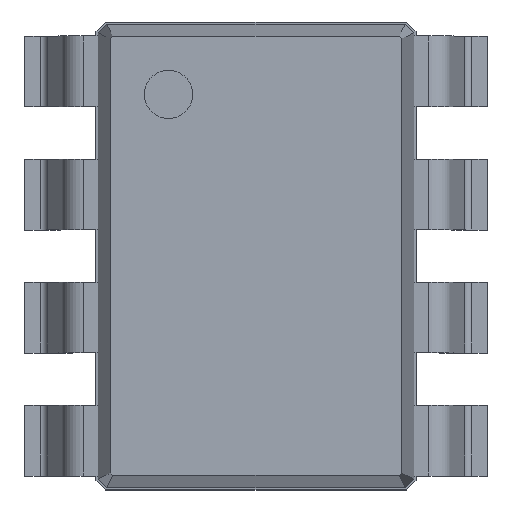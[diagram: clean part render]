
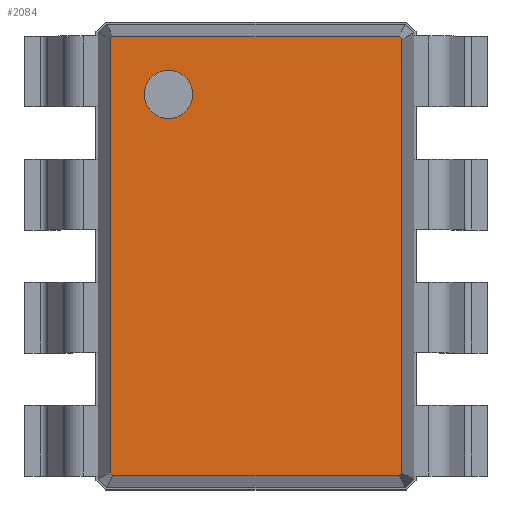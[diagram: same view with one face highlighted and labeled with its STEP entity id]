
A CAD part, top view. The second image highlights one B-rep face of the part: STEP entity #2084.
In plain terms, the highlighted planar face has unit normal (0, 0, 1).
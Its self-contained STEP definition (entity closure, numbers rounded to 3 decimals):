
#13=DIRECTION('',(0.,0.,1.));
#27=VECTOR('',#28,1.);
#28=DIRECTION('',(1.,0.,0.));
#51=VECTOR('',#52,1.);
#52=DIRECTION('',(0.707,-0.707,0.));
#58=VECTOR('',#59,1.);
#59=DIRECTION('',(0.,-1.,0.));
#65=VECTOR('',#66,1.);
#66=DIRECTION('',(-0.707,-0.707,0.));
#72=VECTOR('',#73,1.);
#73=DIRECTION('',(-1.,0.,0.));
#79=VECTOR('',#80,1.);
#80=DIRECTION('',(-0.707,0.707,0.));
#86=VECTOR('',#87,1.);
#87=DIRECTION('',(0.,1.,0.));
#91=VECTOR('',#92,1.);
#92=DIRECTION('',(0.707,0.707,0.));
#793=VERTEX_POINT('',#794);
#794=CARTESIAN_POINT('',(-3.006,4.479,4.32));
#796=ORIENTED_EDGE('',*,*,#797,.F.);
#797=EDGE_CURVE('',#798,#793,#800,.T.);
#798=VERTEX_POINT('',#799);
#799=CARTESIAN_POINT('',(-3.006,-4.479,4.32));
#800=LINE('',#799,#86);
#811=VERTEX_POINT('',#812);
#812=CARTESIAN_POINT('',(-2.954,4.531,4.32));
#814=ORIENTED_EDGE('',*,*,#815,.F.);
#815=EDGE_CURVE('',#793,#811,#816,.T.);
#816=LINE('',#794,#91);
#825=VERTEX_POINT('',#826);
#826=CARTESIAN_POINT('',(2.954,4.531,4.32));
#828=ORIENTED_EDGE('',*,*,#829,.F.);
#829=EDGE_CURVE('',#811,#825,#830,.T.);
#830=LINE('',#812,#27);
#839=VERTEX_POINT('',#840);
#840=CARTESIAN_POINT('',(3.006,4.479,4.32));
#842=ORIENTED_EDGE('',*,*,#843,.F.);
#843=EDGE_CURVE('',#825,#839,#844,.T.);
#844=LINE('',#826,#51);
#885=VERTEX_POINT('',#886);
#886=CARTESIAN_POINT('',(3.006,-4.479,4.32));
#888=ORIENTED_EDGE('',*,*,#889,.F.);
#889=EDGE_CURVE('',#839,#885,#890,.T.);
#890=LINE('',#840,#58);
#2084=ADVANCED_FACE('',(#2085,#2100),#2110,.T.);
#2085=FACE_BOUND('',#2086,.T.);
#2086=EDGE_LOOP('',(#828,#814,#796,#2087,#2092,#2097,#888,#842));
#2087=ORIENTED_EDGE('',*,*,#2088,.F.);
#2088=EDGE_CURVE('',#2089,#798,#2091,.T.);
#2089=VERTEX_POINT('',#2090);
#2090=CARTESIAN_POINT('',(-2.954,-4.531,4.32));
#2091=LINE('',#2090,#79);
#2092=ORIENTED_EDGE('',*,*,#2093,.F.);
#2093=EDGE_CURVE('',#2094,#2089,#2096,.T.);
#2094=VERTEX_POINT('',#2095);
#2095=CARTESIAN_POINT('',(2.954,-4.531,4.32));
#2096=LINE('',#2095,#72);
#2097=ORIENTED_EDGE('',*,*,#2098,.F.);
#2098=EDGE_CURVE('',#885,#2094,#2099,.T.);
#2099=LINE('',#886,#65);
#2100=FACE_BOUND('',#2101,.T.);
#2101=EDGE_LOOP('',(#2102));
#2102=ORIENTED_EDGE('',*,*,#2103,.T.);
#2103=EDGE_CURVE('',#2104,#2104,#2106,.T.);
#2104=VERTEX_POINT('',#2105);
#2105=CARTESIAN_POINT('',(-1.806,2.831,4.32));
#2106=CIRCLE('',#2107,0.5);
#2107=AXIS2_PLACEMENT_3D('',#2108,#2109,#59);
#2108=CARTESIAN_POINT('',(-1.806,3.331,4.32));
#2109=DIRECTION('',(0.,-0.,-1.));
#2110=PLANE('',#2111);
#2111=AXIS2_PLACEMENT_3D('',#812,#13,#2112);
#2112=DIRECTION('',(0.546,-0.838,0.));
